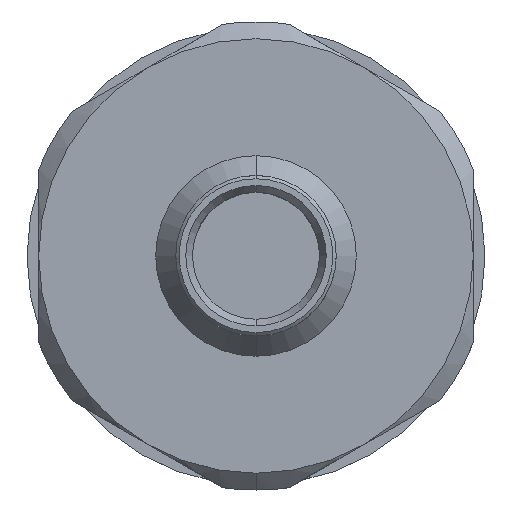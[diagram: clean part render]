
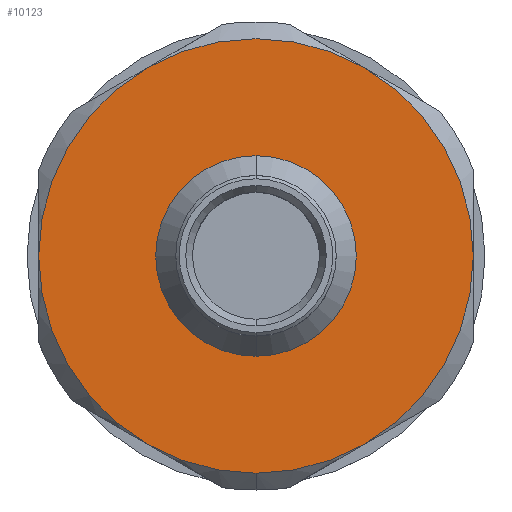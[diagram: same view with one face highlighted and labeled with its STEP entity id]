
A CAD part, top view. The second image highlights one B-rep face of the part: STEP entity #10123.
In plain terms, the highlighted planar face has unit normal (0, 0, 1).
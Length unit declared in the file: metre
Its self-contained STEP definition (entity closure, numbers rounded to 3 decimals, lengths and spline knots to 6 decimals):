
#44 = DIRECTION ( 'NONE',  ( 0., 0., 1. ) ) ;
#85 = DIRECTION ( 'NONE',  ( 0., 1., 0. ) ) ;
#87 = ORIENTED_EDGE ( 'NONE', *, *, #6513, .T. ) ;
#175 = EDGE_CURVE ( 'NONE', #6067, #9639, #6606, .T. ) ;
#440 = VERTEX_POINT ( 'NONE', #4511 ) ;
#579 = ORIENTED_EDGE ( 'NONE', *, *, #2443, .T. ) ;
#595 = CIRCLE ( 'NONE', #2518, 0.0065 ) ;
#1706 = DIRECTION ( 'NONE',  ( 0., 1., 0. ) ) ;
#1718 = DIRECTION ( 'NONE',  ( 0., 0., 1. ) ) ;
#1727 = CARTESIAN_POINT ( 'NONE',  ( 0., 0., 0. ) ) ;
#1781 = VERTEX_POINT ( 'NONE', #4985 ) ;
#1958 = ORIENTED_EDGE ( 'NONE', *, *, #4439, .F. ) ;
#2168 = CIRCLE ( 'NONE', #2677, 0.0065 ) ;
#2332 = ORIENTED_EDGE ( 'NONE', *, *, #10277, .F. ) ;
#2377 = CARTESIAN_POINT ( 'NONE',  ( 0., 0.003, 0. ) ) ;
#2443 = EDGE_CURVE ( 'NONE', #440, #1781, #6005, .T. ) ;
#2518 = AXIS2_PLACEMENT_3D ( 'NONE', #4602, #10198, #5401 ) ;
#2554 = CARTESIAN_POINT ( 'NONE',  ( 0., -0.003, 0. ) ) ;
#2677 = AXIS2_PLACEMENT_3D ( 'NONE', #2758, #8353, #3570 ) ;
#2758 = CARTESIAN_POINT ( 'NONE',  ( 0., 0., 0. ) ) ;
#2764 = DIRECTION ( 'NONE',  ( 0., 1., 0. ) ) ;
#2899 = AXIS2_PLACEMENT_3D ( 'NONE', #7663, #7621, #7614 ) ;
#3048 = VERTEX_POINT ( 'NONE', #6141 ) ;
#3153 = FACE_BOUND ( 'NONE', #9970, .T. ) ;
#3262 = AXIS2_PLACEMENT_3D ( 'NONE', #9657, #4857, #85 ) ;
#3409 = ORIENTED_EDGE ( 'NONE', *, *, #175, .T. ) ;
#3570 = DIRECTION ( 'NONE',  ( 0., 1., 0. ) ) ;
#3885 = CARTESIAN_POINT ( 'NONE',  ( -0.00325, 0.005629, 0. ) ) ;
#3901 = AXIS2_PLACEMENT_3D ( 'NONE', #5101, #9901, #2764 ) ;
#4308 = DIRECTION ( 'NONE',  ( 0., 1., 0. ) ) ;
#4317 = DIRECTION ( 'NONE',  ( 0., 0., 1. ) ) ;
#4319 = CARTESIAN_POINT ( 'NONE',  ( 0., 0., 0. ) ) ;
#4418 = DIRECTION ( 'NONE',  ( 0., 0., 1. ) ) ;
#4439 = EDGE_CURVE ( 'NONE', #4760, #9748, #5086, .T. ) ;
#4511 = CARTESIAN_POINT ( 'NONE',  ( 0.00325, -0.005629, 0. ) ) ;
#4602 = CARTESIAN_POINT ( 'NONE',  ( 0., 0., 0. ) ) ;
#4727 = CARTESIAN_POINT ( 'NONE',  ( 0.00325, 0.005629, 0. ) ) ;
#4760 = VERTEX_POINT ( 'NONE', #2554 ) ;
#4857 = DIRECTION ( 'NONE',  ( 0., 0., 1. ) ) ;
#4915 = EDGE_CURVE ( 'NONE', #9639, #440, #7707, .T. ) ;
#4985 = CARTESIAN_POINT ( 'NONE',  ( 0.0065, 0., 0. ) ) ;
#4998 = VERTEX_POINT ( 'NONE', #3885 ) ;
#5086 = CIRCLE ( 'NONE', #2899, 0.003 ) ;
#5101 = CARTESIAN_POINT ( 'NONE',  ( 0., 0., 0. ) ) ;
#5265 = EDGE_CURVE ( 'NONE', #1781, #8489, #5354, .T. ) ;
#5313 = ORIENTED_EDGE ( 'NONE', *, *, #5265, .T. ) ;
#5331 = AXIS2_PLACEMENT_3D ( 'NONE', #1727, #1718, #1706 ) ;
#5354 = CIRCLE ( 'NONE', #5331, 0.0065 ) ;
#5362 = AXIS2_PLACEMENT_3D ( 'NONE', #9203, #4418, #10009 ) ;
#5401 = DIRECTION ( 'NONE',  ( 0., 1., 0. ) ) ;
#5614 = DIRECTION ( 'NONE',  ( 0., 1., 0. ) ) ;
#5908 = ORIENTED_EDGE ( 'NONE', *, *, #8072, .T. ) ;
#6005 = CIRCLE ( 'NONE', #10294, 0.0065 ) ;
#6067 = VERTEX_POINT ( 'NONE', #8603 ) ;
#6141 = CARTESIAN_POINT ( 'NONE',  ( -0.0065, 0., 0. ) ) ;
#6408 = CIRCLE ( 'NONE', #5362, 0.003 ) ;
#6513 = EDGE_CURVE ( 'NONE', #4998, #3048, #595, .T. ) ;
#6606 = CIRCLE ( 'NONE', #3901, 0.0065 ) ;
#6799 = EDGE_LOOP ( 'NONE', ( #87, #7415, #3409, #9603, #579, #5313, #5908 ) ) ;
#6800 = AXIS2_PLACEMENT_3D ( 'NONE', #4319, #4317, #4308 ) ;
#7269 = CARTESIAN_POINT ( 'NONE',  ( 0., 0.003, 0. ) ) ;
#7415 = ORIENTED_EDGE ( 'NONE', *, *, #8261, .T. ) ;
#7426 = CIRCLE ( 'NONE', #3262, 0.0065 ) ;
#7614 = DIRECTION ( 'NONE',  ( 0., 1., 0. ) ) ;
#7621 = DIRECTION ( 'NONE',  ( 0., 0., 1. ) ) ;
#7662 = FACE_OUTER_BOUND ( 'NONE', #6799, .T. ) ;
#7663 = CARTESIAN_POINT ( 'NONE',  ( 0., 0., 0. ) ) ;
#7707 = CIRCLE ( 'NONE', #6800, 0.0065 ) ;
#7976 = CARTESIAN_POINT ( 'NONE',  ( 0., -0.0065, 0. ) ) ;
#8072 = EDGE_CURVE ( 'NONE', #8489, #4998, #7426, .T. ) ;
#8238 = AXIS2_PLACEMENT_3D ( 'NONE', #2377, #44, #5614 ) ;
#8261 = EDGE_CURVE ( 'NONE', #3048, #6067, #2168, .T. ) ;
#8353 = DIRECTION ( 'NONE',  ( 0., 0., 1. ) ) ;
#8489 = VERTEX_POINT ( 'NONE', #4727 ) ;
#8603 = CARTESIAN_POINT ( 'NONE',  ( -0.00325, -0.005629, 0. ) ) ;
#9203 = CARTESIAN_POINT ( 'NONE',  ( 0., 0., 0. ) ) ;
#9217 = CARTESIAN_POINT ( 'NONE',  ( 0., 0., 0. ) ) ;
#9603 = ORIENTED_EDGE ( 'NONE', *, *, #4915, .T. ) ;
#9613 = PLANE ( 'NONE',  #8238 ) ;
#9639 = VERTEX_POINT ( 'NONE', #7976 ) ;
#9657 = CARTESIAN_POINT ( 'NONE',  ( 0., 0., 0. ) ) ;
#9748 = VERTEX_POINT ( 'NONE', #7269 ) ;
#9901 = DIRECTION ( 'NONE',  ( 0., 0., 1. ) ) ;
#9970 = EDGE_LOOP ( 'NONE', ( #1958, #2332 ) ) ;
#10009 = DIRECTION ( 'NONE',  ( 0., 1., 0. ) ) ;
#10068 = DIRECTION ( 'NONE',  ( 0., 0., 1. ) ) ;
#10123 = ADVANCED_FACE ( 'NONE', ( #7662, #3153 ), #9613, .T. ) ;
#10198 = DIRECTION ( 'NONE',  ( 0., 0., 1. ) ) ;
#10200 = DIRECTION ( 'NONE',  ( 0., 1., 0. ) ) ;
#10277 = EDGE_CURVE ( 'NONE', #9748, #4760, #6408, .T. ) ;
#10294 = AXIS2_PLACEMENT_3D ( 'NONE', #9217, #10068, #10200 ) ;
